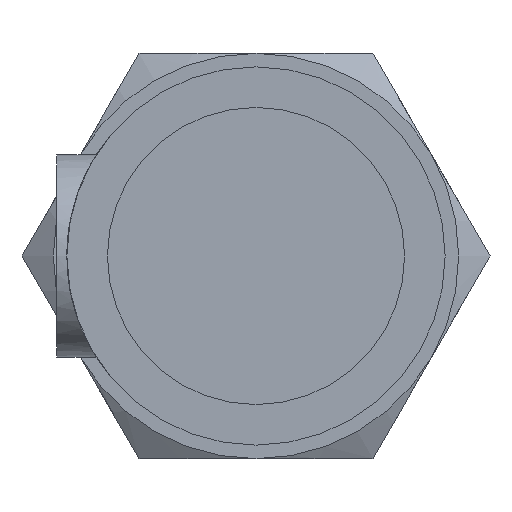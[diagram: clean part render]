
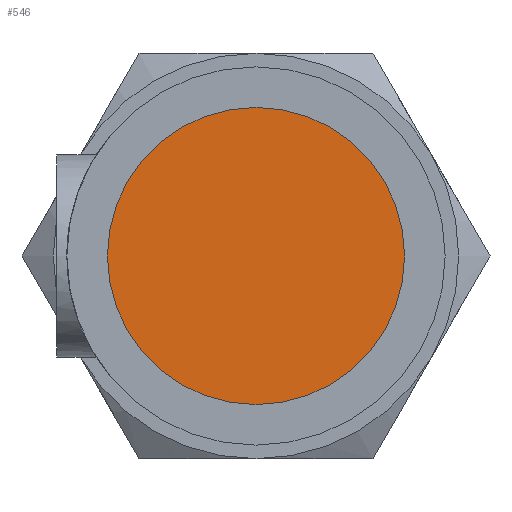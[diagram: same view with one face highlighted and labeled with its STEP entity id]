
A CAD part, front view. The second image highlights one B-rep face of the part: STEP entity #546.
In plain terms, the highlighted planar face has unit normal (0, -1, 0).
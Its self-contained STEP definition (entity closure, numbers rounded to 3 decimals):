
#530=CARTESIAN_POINT('',(-5.5,0.0,0.0));
#531=DIRECTION('',(0.0,-1.0,0.0));
#532=DIRECTION('',(0.0,0.0,-1.0));
#533=AXIS2_PLACEMENT_3D('',#530,#531,#532);
#534=PLANE('',#533);
#535=CARTESIAN_POINT('',(-11.0,0.0,0.0));
#536=VERTEX_POINT('',#535);
#537=CARTESIAN_POINT('',(0.0,0.0,0.0));
#538=DIRECTION('',(0.0,1.0,0.0));
#539=DIRECTION('',(-1.0,0.0,0.0));
#540=AXIS2_PLACEMENT_3D('',#537,#538,#539);
#541=CIRCLE('',#540,11.0);
#542=EDGE_CURVE('',#536,#536,#541,.T.);
#543=ORIENTED_EDGE('',*,*,#542,.F.);
#544=EDGE_LOOP('',(#543));
#545=FACE_OUTER_BOUND('',#544,.T.);
#546=ADVANCED_FACE('',(#545),#534,.T.);
